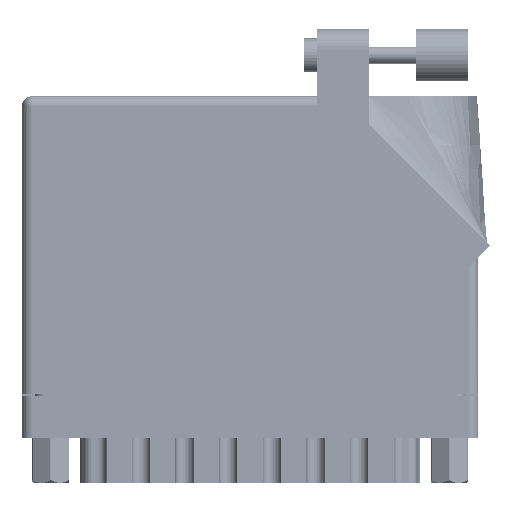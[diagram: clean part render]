
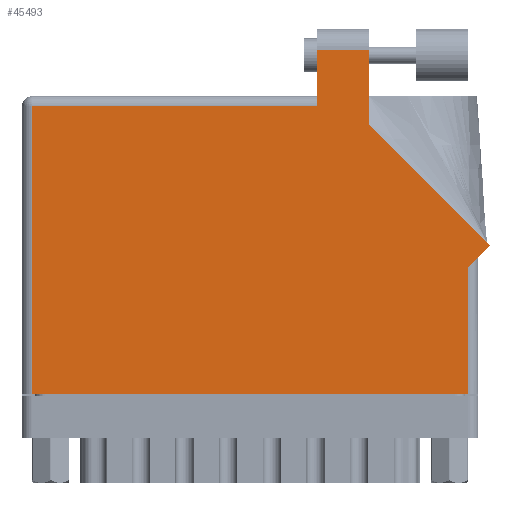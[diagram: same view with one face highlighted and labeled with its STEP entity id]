
A CAD part, front view. The second image highlights one B-rep face of the part: STEP entity #45493.
In plain terms, the highlighted face is planar.
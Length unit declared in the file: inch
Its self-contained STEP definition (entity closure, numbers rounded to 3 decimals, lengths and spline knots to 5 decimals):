
#863 = CARTESIAN_POINT ( 'NONE',  ( 0.062, 0., 0. ) ) ;
#1029 = DIRECTION ( 'NONE',  ( -0.707, 0.707, 0. ) ) ;
#6054 = VERTEX_POINT ( 'NONE', #21764 ) ;
#8686 = ORIENTED_EDGE ( 'NONE', *, *, #45974, .T. ) ;
#9740 = VERTEX_POINT ( 'NONE', #33493 ) ;
#11308 = FACE_OUTER_BOUND ( 'NONE', #61801, .T. ) ;
#12555 = VECTOR ( 'NONE', #1029, 39.37008 ) ;
#13719 = CARTESIAN_POINT ( 'NONE',  ( 2.656, 0.815, 0. ) ) ;
#13735 = ORIENTED_EDGE ( 'NONE', *, *, #34871, .T. ) ;
#14585 = DIRECTION ( 'NONE',  ( 0., 1., 0. ) ) ;
#14872 = EDGE_CURVE ( 'NONE', #82143, #30675, #39045, .T. ) ;
#17572 = ORIENTED_EDGE ( 'NONE', *, *, #53144, .T. ) ;
#19106 = VERTEX_POINT ( 'NONE', #84163 ) ;
#19707 = ORIENTED_EDGE ( 'NONE', *, *, #61756, .T. ) ;
#20332 = CARTESIAN_POINT ( 'NONE',  ( 2.656, 0.753, 0. ) ) ;
#21078 = DIRECTION ( 'NONE',  ( 0., -1., 0. ) ) ;
#21764 = CARTESIAN_POINT ( 'NONE',  ( 1.758, 2.05, 0. ) ) ;
#22625 = VECTOR ( 'NONE', #14585, 39.37008 ) ;
#23532 = LINE ( 'NONE', #79909, #46309 ) ;
#26752 = DIRECTION ( 'NONE',  ( -1., 0., 0. ) ) ;
#27389 = CARTESIAN_POINT ( 'NONE',  ( 2.718, 0.815, 0. ) ) ;
#29603 = DIRECTION ( 'NONE',  ( -1., 0., 0. ) ) ;
#30675 = VERTEX_POINT ( 'NONE', #70974 ) ;
#32370 = VERTEX_POINT ( 'NONE', #68421 ) ;
#33149 = CARTESIAN_POINT ( 'NONE',  ( 2.065, 1.60942, 0. ) ) ;
#33493 = CARTESIAN_POINT ( 'NONE',  ( 2.656, 0., 0. ) ) ;
#34871 = EDGE_CURVE ( 'NONE', #52098, #69935, #85216, .T. ) ;
#35368 = VECTOR ( 'NONE', #69785, 39.37008 ) ;
#37090 = EDGE_CURVE ( 'NONE', #19106, #32370, #23532, .T. ) ;
#38067 = LINE ( 'NONE', #13719, #22625 ) ;
#38436 = CARTESIAN_POINT ( 'NONE',  ( 2.78871, 0.88571, 0. ) ) ;
#39045 = LINE ( 'NONE', #27389, #58742 ) ;
#39773 = DIRECTION ( 'NONE',  ( 0., 1., 0. ) ) ;
#40623 = CARTESIAN_POINT ( 'NONE',  ( 0., 1.775, 0. ) ) ;
#41467 = DIRECTION ( 'NONE',  ( 0., 0., -1. ) ) ;
#41858 = AXIS2_PLACEMENT_3D ( 'NONE', #40623, #41467, #74011 ) ;
#45493 = ADVANCED_FACE ( 'NONE', ( #11308 ), #60645, .F. ) ;
#45974 = EDGE_CURVE ( 'NONE', #6054, #19106, #83930, .T. ) ;
#46309 = VECTOR ( 'NONE', #26752, 39.37008 ) ;
#46731 = VECTOR ( 'NONE', #39773, 39.37008 ) ;
#48952 = VECTOR ( 'NONE', #29603, 39.37008 ) ;
#49274 = VECTOR ( 'NONE', #75287, 39.37008 ) ;
#49779 = VERTEX_POINT ( 'NONE', #863 ) ;
#52098 = VERTEX_POINT ( 'NONE', #61097 ) ;
#53144 = EDGE_CURVE ( 'NONE', #32370, #49779, #74235, .T. ) ;
#58742 = VECTOR ( 'NONE', #80809, 39.37008 ) ;
#59342 = LINE ( 'NONE', #63518, #48952 ) ;
#60228 = LINE ( 'NONE', #83133, #35368 ) ;
#60645 = PLANE ( 'NONE',  #41858 ) ;
#60828 = CARTESIAN_POINT ( 'NONE',  ( 1.758, 1.775, 0. ) ) ;
#61097 = CARTESIAN_POINT ( 'NONE',  ( 2.065, 1.60942, 0. ) ) ;
#61756 = EDGE_CURVE ( 'NONE', #30675, #52098, #63425, .T. ) ;
#61801 = EDGE_LOOP ( 'NONE', ( #13735, #73377, #8686, #66836, #17572, #78932, #80744, #84144, #19707 ) ) ;
#63056 = CARTESIAN_POINT ( 'NONE',  ( 0.062, 0., 0. ) ) ;
#63425 = LINE ( 'NONE', #38436, #12555 ) ;
#63518 = CARTESIAN_POINT ( 'NONE',  ( 1.758, 2.05, 0. ) ) ;
#66836 = ORIENTED_EDGE ( 'NONE', *, *, #37090, .T. ) ;
#68421 = CARTESIAN_POINT ( 'NONE',  ( 0.062, 1.713, 0. ) ) ;
#69785 = DIRECTION ( 'NONE',  ( 1., 0., 0. ) ) ;
#69935 = VERTEX_POINT ( 'NONE', #73153 ) ;
#70196 = EDGE_CURVE ( 'NONE', #69935, #6054, #59342, .T. ) ;
#70974 = CARTESIAN_POINT ( 'NONE',  ( 2.78871, 0.88571, 0. ) ) ;
#73153 = CARTESIAN_POINT ( 'NONE',  ( 2.065, 2.05, 0. ) ) ;
#73377 = ORIENTED_EDGE ( 'NONE', *, *, #70196, .T. ) ;
#74011 = DIRECTION ( 'NONE',  ( -1., 0., 0. ) ) ;
#74235 = LINE ( 'NONE', #63056, #49274 ) ;
#74584 = VECTOR ( 'NONE', #21078, 39.37008 ) ;
#75287 = DIRECTION ( 'NONE',  ( 0., -1., 0. ) ) ;
#78741 = EDGE_CURVE ( 'NONE', #9740, #82143, #38067, .T. ) ;
#78932 = ORIENTED_EDGE ( 'NONE', *, *, #81874, .T. ) ;
#79909 = CARTESIAN_POINT ( 'NONE',  ( 0., 1.713, 0. ) ) ;
#80744 = ORIENTED_EDGE ( 'NONE', *, *, #78741, .T. ) ;
#80809 = DIRECTION ( 'NONE',  ( 0.707, 0.707, 0. ) ) ;
#81874 = EDGE_CURVE ( 'NONE', #49779, #9740, #60228, .T. ) ;
#82143 = VERTEX_POINT ( 'NONE', #20332 ) ;
#83133 = CARTESIAN_POINT ( 'NONE',  ( 0., 0., 0. ) ) ;
#83930 = LINE ( 'NONE', #60828, #74584 ) ;
#84144 = ORIENTED_EDGE ( 'NONE', *, *, #14872, .T. ) ;
#84163 = CARTESIAN_POINT ( 'NONE',  ( 1.758, 1.713, 0. ) ) ;
#85216 = LINE ( 'NONE', #33149, #46731 ) ;
